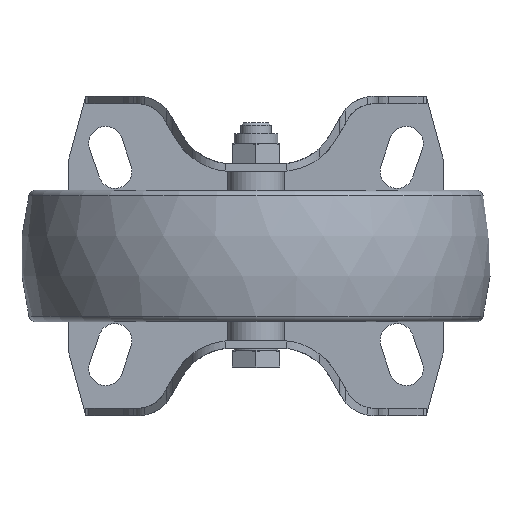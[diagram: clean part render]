
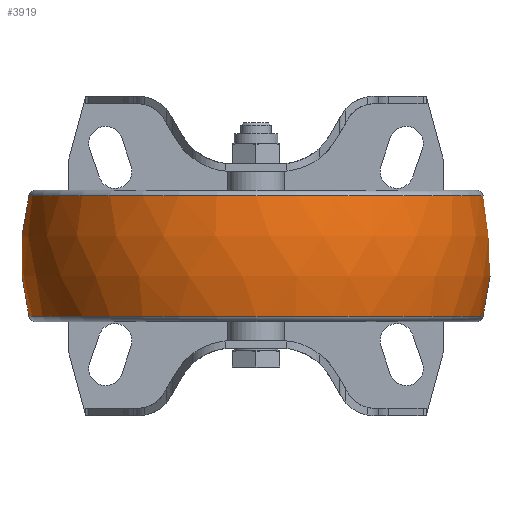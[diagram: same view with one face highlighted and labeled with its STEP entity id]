
A CAD part, front view. The second image highlights one B-rep face of the part: STEP entity #3919.
In plain terms, the highlighted spherical face has radius 62.5 mm.
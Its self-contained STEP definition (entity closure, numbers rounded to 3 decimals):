
#13=SPHERICAL_SURFACE('',#4382,62.5);
#1085=FACE_OUTER_BOUND('',#1330,.T.);
#1330=EDGE_LOOP('',(#3654,#3655,#3656,#3657));
#1513=CIRCLE('',#4381,60.414);
#1514=CIRCLE('',#4383,62.5);
#1515=CIRCLE('',#4384,60.414);
#1929=VERTEX_POINT('',#7110);
#1930=VERTEX_POINT('',#7114);
#2504=EDGE_CURVE('',#1929,#1929,#1513,.T.);
#2505=EDGE_CURVE('',#1929,#1930,#1514,.T.);
#2506=EDGE_CURVE('',#1930,#1930,#1515,.T.);
#3654=ORIENTED_EDGE('',*,*,#2504,.F.);
#3655=ORIENTED_EDGE('',*,*,#2505,.T.);
#3656=ORIENTED_EDGE('',*,*,#2506,.T.);
#3657=ORIENTED_EDGE('',*,*,#2505,.F.);
#3919=ADVANCED_FACE('',(#1085),#13,.T.);
#4381=AXIS2_PLACEMENT_3D('',#7112,#5527,#5528);
#4382=AXIS2_PLACEMENT_3D('',#7113,#5529,#5530);
#4383=AXIS2_PLACEMENT_3D('',#7115,#5531,#5532);
#4384=AXIS2_PLACEMENT_3D('',#7116,#5533,#5534);
#5527=DIRECTION('center_axis',(0.,0.,1.));
#5528=DIRECTION('ref_axis',(1.,0.,0.));
#5529=DIRECTION('center_axis',(0.,0.,1.));
#5530=DIRECTION('ref_axis',(1.,0.,0.));
#5531=DIRECTION('center_axis',(0.,-1.,0.));
#5532=DIRECTION('ref_axis',(-1.,0.,0.));
#5533=DIRECTION('center_axis',(0.,0.,1.));
#5534=DIRECTION('ref_axis',(1.,0.,0.));
#7110=CARTESIAN_POINT('',(-60.414,0.,16.012));
#7112=CARTESIAN_POINT('Origin',(0.,0.,16.012));
#7113=CARTESIAN_POINT('Origin',(0.,0.,0.));
#7114=CARTESIAN_POINT('',(-60.414,0.,-16.012));
#7115=CARTESIAN_POINT('Origin',(0.,0.,0.));
#7116=CARTESIAN_POINT('Origin',(0.,0.,-16.012));
